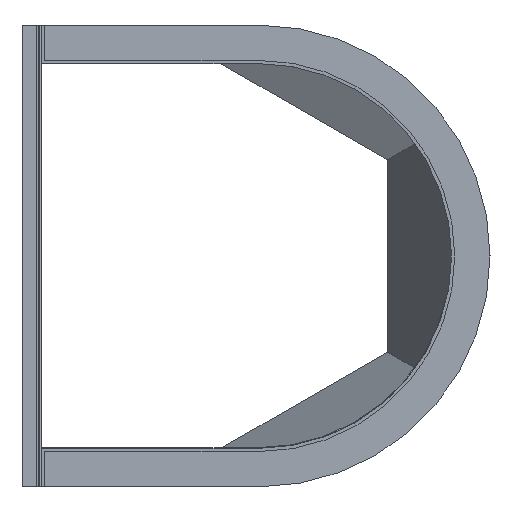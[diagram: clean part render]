
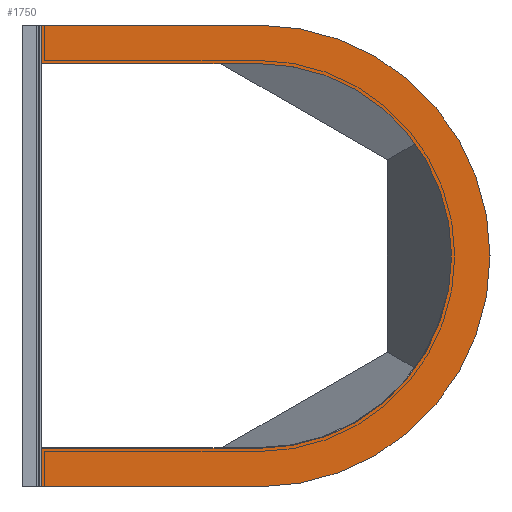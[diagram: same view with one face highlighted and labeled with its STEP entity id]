
A CAD part, left-side view. The second image highlights one B-rep face of the part: STEP entity #1750.
In plain terms, the highlighted planar face has unit normal (-1, 0, 0).
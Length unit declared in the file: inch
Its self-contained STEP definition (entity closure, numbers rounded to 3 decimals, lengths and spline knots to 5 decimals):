
#74 = LINE ( 'NONE', #1963, #2785 ) ;
#169 = DIRECTION ( 'NONE',  ( 0., 0., 1. ) ) ;
#202 = LINE ( 'NONE', #1091, #774 ) ;
#245 = LINE ( 'NONE', #3352, #967 ) ;
#412 = ORIENTED_EDGE ( 'NONE', *, *, #3134, .F. ) ;
#435 = CARTESIAN_POINT ( 'NONE',  ( -60.5, 32., 18. ) ) ;
#496 = CARTESIAN_POINT ( 'NONE',  ( -60.5, 15., -18. ) ) ;
#504 = ORIENTED_EDGE ( 'NONE', *, *, #1057, .T. ) ;
#684 = CARTESIAN_POINT ( 'NONE',  ( -60.5, 15., 0. ) ) ;
#774 = VECTOR ( 'NONE', #1712, 39.37008 ) ;
#788 = DIRECTION ( 'NONE',  ( 1., 0., 0. ) ) ;
#795 = VECTOR ( 'NONE', #169, 39.37008 ) ;
#808 = ORIENTED_EDGE ( 'NONE', *, *, #3540, .F. ) ;
#962 = DIRECTION ( 'NONE',  ( 0., 0., -1. ) ) ;
#967 = VECTOR ( 'NONE', #1139, 39.37008 ) ;
#1039 = AXIS2_PLACEMENT_3D ( 'NONE', #684, #2206, #962 ) ;
#1042 = DIRECTION ( 'NONE',  ( 1., 0., 0. ) ) ;
#1051 = ORIENTED_EDGE ( 'NONE', *, *, #2026, .F. ) ;
#1054 = EDGE_CURVE ( 'NONE', #3784, #1645, #202, .T. ) ;
#1057 = EDGE_CURVE ( 'NONE', #2114, #2124, #2322, .T. ) ;
#1091 = CARTESIAN_POINT ( 'NONE',  ( -60.5, 15., -15. ) ) ;
#1104 = CIRCLE ( 'NONE', #1039, 15. ) ;
#1139 = DIRECTION ( 'NONE',  ( 0., 1., 0. ) ) ;
#1229 = VERTEX_POINT ( 'NONE', #496 ) ;
#1259 = FACE_OUTER_BOUND ( 'NONE', #2730, .T. ) ;
#1325 = CARTESIAN_POINT ( 'NONE',  ( -60.5, 15., 18. ) ) ;
#1360 = AXIS2_PLACEMENT_3D ( 'NONE', #3572, #788, #3783 ) ;
#1645 = VERTEX_POINT ( 'NONE', #3664 ) ;
#1659 = CARTESIAN_POINT ( 'NONE',  ( -60.5, 32., 18. ) ) ;
#1712 = DIRECTION ( 'NONE',  ( 0., 1., 0. ) ) ;
#1750 = ADVANCED_FACE ( 'NONE', ( #1259 ), #2493, .F. ) ;
#1843 = LINE ( 'NONE', #435, #2063 ) ;
#1920 = VECTOR ( 'NONE', #2345, 39.37008 ) ;
#1963 = CARTESIAN_POINT ( 'NONE',  ( -60.5, 32., 15. ) ) ;
#1996 = CARTESIAN_POINT ( 'NONE',  ( -60.5, 15., 0. ) ) ;
#2026 = EDGE_CURVE ( 'NONE', #3193, #2324, #1843, .T. ) ;
#2029 = CARTESIAN_POINT ( 'NONE',  ( -60.5, 32., 15. ) ) ;
#2063 = VECTOR ( 'NONE', #3177, 39.37008 ) ;
#2114 = VERTEX_POINT ( 'NONE', #3843 ) ;
#2124 = VERTEX_POINT ( 'NONE', #2597 ) ;
#2159 = ORIENTED_EDGE ( 'NONE', *, *, #2465, .F. ) ;
#2206 = DIRECTION ( 'NONE',  ( 1., 0., 0. ) ) ;
#2322 = LINE ( 'NONE', #2029, #1920 ) ;
#2324 = VERTEX_POINT ( 'NONE', #1325 ) ;
#2345 = DIRECTION ( 'NONE',  ( 0., -1., 0. ) ) ;
#2465 = EDGE_CURVE ( 'NONE', #2114, #3193, #74, .T. ) ;
#2474 = ORIENTED_EDGE ( 'NONE', *, *, #1054, .T. ) ;
#2493 = PLANE ( 'NONE',  #3703 ) ;
#2588 = CARTESIAN_POINT ( 'NONE',  ( -60.5, 32., 15. ) ) ;
#2597 = CARTESIAN_POINT ( 'NONE',  ( -60.5, 15., 15. ) ) ;
#2619 = ORIENTED_EDGE ( 'NONE', *, *, #3025, .T. ) ;
#2664 = CIRCLE ( 'NONE', #1360, 18. ) ;
#2730 = EDGE_LOOP ( 'NONE', ( #2619, #2474, #412, #808, #2883, #1051, #2159, #504 ) ) ;
#2785 = VECTOR ( 'NONE', #3200, 39.37008 ) ;
#2807 = CARTESIAN_POINT ( 'NONE',  ( -60.5, 15., -15. ) ) ;
#2869 = DIRECTION ( 'NONE',  ( 0., 0., -1. ) ) ;
#2870 = EDGE_CURVE ( 'NONE', #2324, #1229, #2664, .T. ) ;
#2883 = ORIENTED_EDGE ( 'NONE', *, *, #2870, .F. ) ;
#3025 = EDGE_CURVE ( 'NONE', #2124, #3784, #1104, .T. ) ;
#3134 = EDGE_CURVE ( 'NONE', #3370, #1645, #3874, .T. ) ;
#3177 = DIRECTION ( 'NONE',  ( 0., -1., 0. ) ) ;
#3193 = VERTEX_POINT ( 'NONE', #1659 ) ;
#3200 = DIRECTION ( 'NONE',  ( 0., 0., 1. ) ) ;
#3352 = CARTESIAN_POINT ( 'NONE',  ( -60.5, 15., -18. ) ) ;
#3370 = VERTEX_POINT ( 'NONE', #3414 ) ;
#3414 = CARTESIAN_POINT ( 'NONE',  ( -60.5, 32., -18. ) ) ;
#3540 = EDGE_CURVE ( 'NONE', #1229, #3370, #245, .T. ) ;
#3572 = CARTESIAN_POINT ( 'NONE',  ( -60.5, 15., 0. ) ) ;
#3664 = CARTESIAN_POINT ( 'NONE',  ( -60.5, 32., -15. ) ) ;
#3703 = AXIS2_PLACEMENT_3D ( 'NONE', #1996, #1042, #2869 ) ;
#3783 = DIRECTION ( 'NONE',  ( 0., 0., -1. ) ) ;
#3784 = VERTEX_POINT ( 'NONE', #2807 ) ;
#3843 = CARTESIAN_POINT ( 'NONE',  ( -60.5, 32., 15. ) ) ;
#3874 = LINE ( 'NONE', #2588, #795 ) ;
